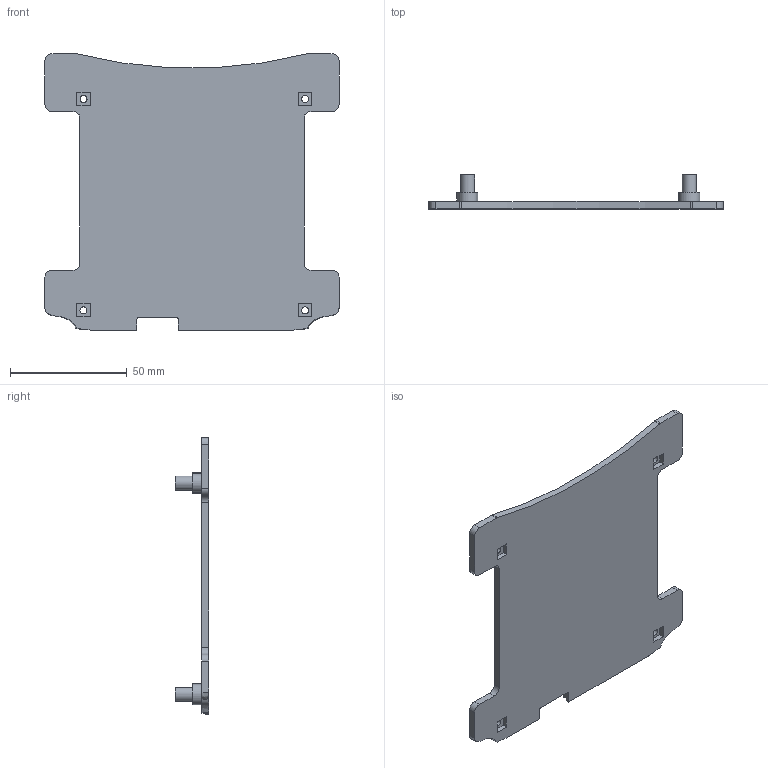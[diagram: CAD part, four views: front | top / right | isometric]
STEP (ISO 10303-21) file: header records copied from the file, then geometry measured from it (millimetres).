
FILE_DESCRIPTION(/* description */ (''),/* implementation_level */ '2;1');
FILE_NAME(/* name */ 'NUC_shelf v4.step',/* time_stamp */ '2018-10-19T17:25:20+11:00',/* author */ ('TaylorY96'),/* organization */ (''),/* preprocessor_version */ 'ST-DEVELOPER v17.2',/* originating_system */ 'Autodesk Translation Framework v7.6.0.251',/* authorisation */ '');
FILE_SCHEMA (('AUTOMOTIVE_DESIGN { 1 0 10303 214 3 1 1 }'));
Length unit declared in the file: millimetre
Products named in the file (1): NUC_shelf
Bounding box: 126 x 14.5 x 118.5 mm (x, y, z)
Volume: 37831.1 mm3; surface area: 27685.1 mm2
Topology: 1 solids, 1 shells, 186 faces, 486 edges, 325 vertices
Faces by surface type: plane 92, bspline 67, cylinder 27
Full cylindrical faces by diameter (mm): 3 x4, 6 x4, 8.015 x1, 9 x3
Entity records: 9656 total; most frequent: CARTESIAN_POINT 5376, ORIENTED_EDGE 972, DIRECTION 682, EDGE_CURVE 486, VERTEX_POINT 325, LINE 280, VECTOR 280, EDGE_LOOP 217
